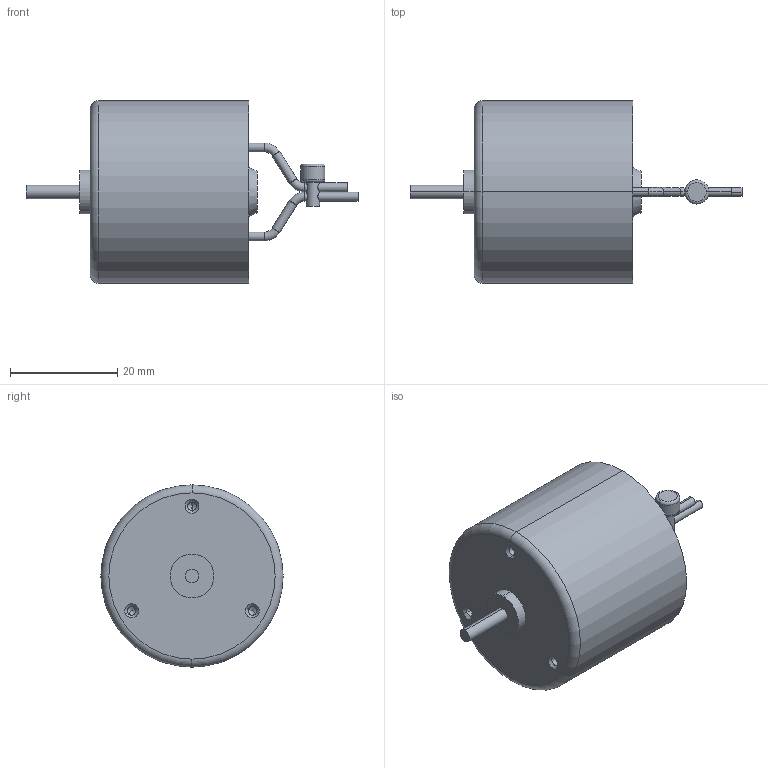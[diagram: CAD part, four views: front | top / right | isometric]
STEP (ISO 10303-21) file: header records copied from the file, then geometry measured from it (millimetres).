
FILE_DESCRIPTION(('starvars output'),'2;1');
FILE_NAME('34s.stp','16:49:41 2014/09/10',( 'Thomas Industrial Network Germany GmbH'),( 'Thomas Industrial Network Germany GmbH'),'unknown preprocess','ACIS' ,'unknown authorization');
FILE_SCHEMA(('AUTOMOTIVE_DESIGN_CC2 {UNKNOWN IMPLEMENTATION LEVEL}'));
Length unit declared in the file: millimetre
Products named in the file (1): PRODUCT_ID_61
Bounding box: 61.92 x 34 x 34 mm (x, y, z)
Volume: 27121.4 mm3; surface area: 5414.2 mm2
Topology: 1 solids, 1 shells, 73 faces, 162 edges, 95 vertices
Faces by surface type: cylinder 32, cone 14, torus 14, plane 13
Entity records: 2445 total; most frequent: CARTESIAN_POINT 398, ORIENTED_EDGE 312, DIRECTION 252, EDGE_CURVE 156, AXIS2_PLACEMENT_3D 101, VERTEX_POINT 95, EDGE_LOOP 85, FACE_BOUND 85
